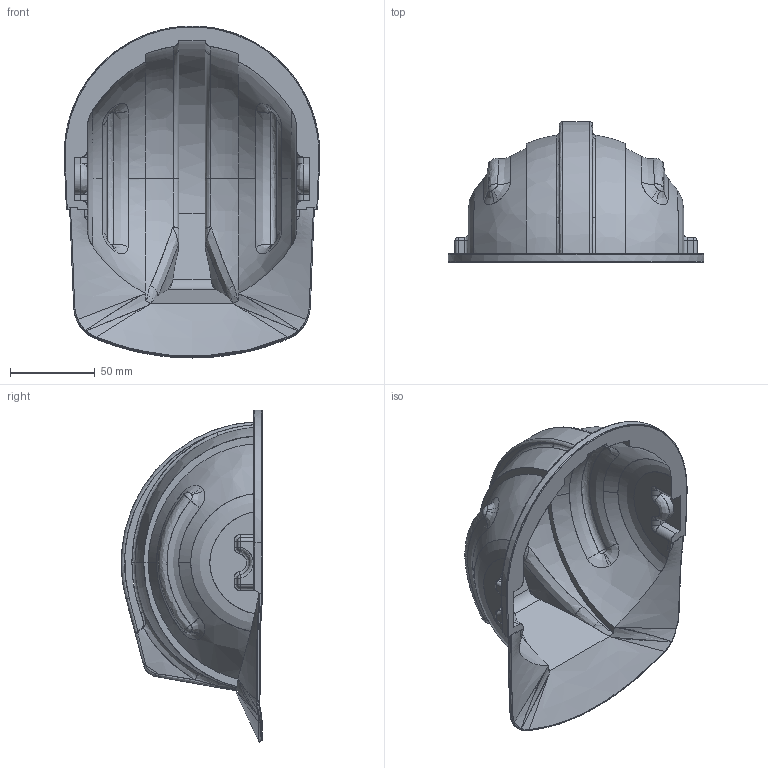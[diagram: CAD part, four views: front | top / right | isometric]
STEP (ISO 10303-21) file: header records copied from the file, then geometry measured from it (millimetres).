
FILE_DESCRIPTION(('FreeCAD Model'),'2;1');
FILE_NAME('Open CASCADE Shape Model','2025-05-04T06:29:43',('FreeCAD'),( 'FreeCAD'),'Open CASCADE STEP processor 7.6','FreeCAD','Unknown');
FILE_SCHEMA(('AUTOMOTIVE_DESIGN { 1 0 10303 214 1 1 1 1 }'));
Products named in the file (1): Open CASCADE STEP translator 7.6 1
Bounding box: 150.75 x 83.22 x 195.97 mm (x, y, z)
Surface area: 96053.7 mm2 (no closed solid volume)
Topology: 0 solids, 334 shells, 334 faces, 4427 edges, 4408 vertices
Faces by surface type: bspline 334
Entity records: 94569 total; most frequent: CARTESIAN_POINT 75529, ORIENTED_EDGE 4413, EDGE_CURVE 4413, VERTEX_POINT 4413, B_SPLINE_CURVE_WITH_KNOTS 3995, SHELL_BASED_SURFACE_MODEL 334, OPEN_SHELL 334, ADVANCED_FACE 334
